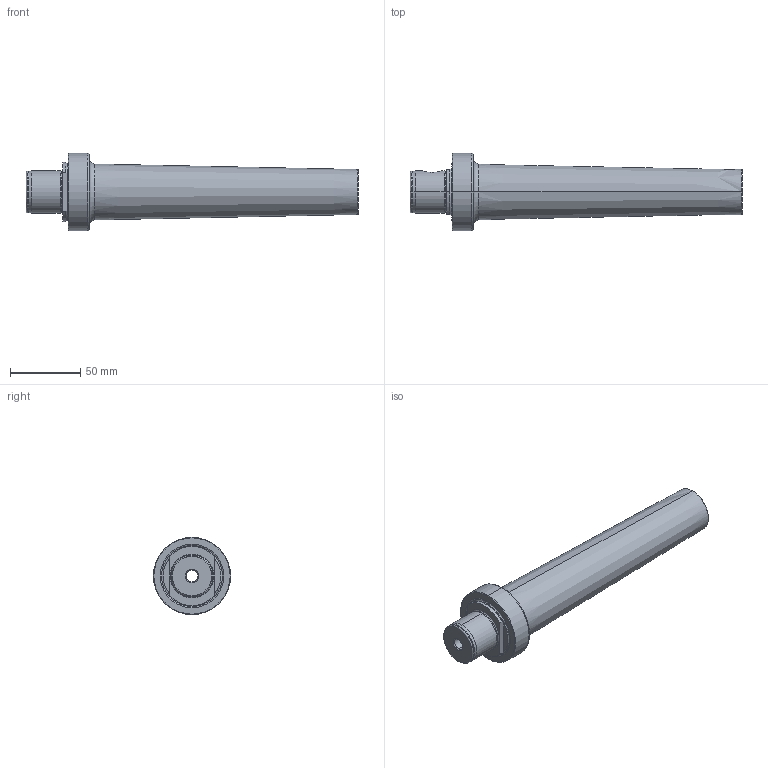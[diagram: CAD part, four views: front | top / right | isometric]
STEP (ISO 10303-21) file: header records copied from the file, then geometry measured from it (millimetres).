
FILE_DESCRIPTION (( 'STEP AP203' ), '1' );
FILE_NAME ('124.550.328.STEP', '2018-03-13T14:05:52', ( 'SWIAdmin' ), ( 'Hewlett-Packard Company' ), 'SwSTEP 2.0', 'SolidWorks 2017', '' );
FILE_SCHEMA (( 'CONFIG_CONTROL_DESIGN' ));
Length unit declared in the file: millimetre
Products named in the file (3): 124.550.328; MB3-ER1.001.011_A; MB5-MB3.K01.206_C
Assembly tree (2 placements, depth 2):
  124.550.328
    MB5-MB3.K01.206_C
    MB3-ER1.001.011_A
Bounding box: 236 x 55 x 55 mm (x, y, z)
Volume: 235224.5 mm3; surface area: 38510 mm2
Topology: 2 solids, 2 shells, 134 faces, 311 edges, 185 vertices
Faces by surface type: cone 39, plane 33, cylinder 32, torus 28, bspline 2
Entity records: 4673 total; most frequent: CARTESIAN_POINT 1286, DIRECTION 705, ORIENTED_EDGE 618, EDGE_CURVE 309, AXIS2_PLACEMENT_3D 301, VERTEX_POINT 185, CIRCLE 164, EDGE_LOOP 146
